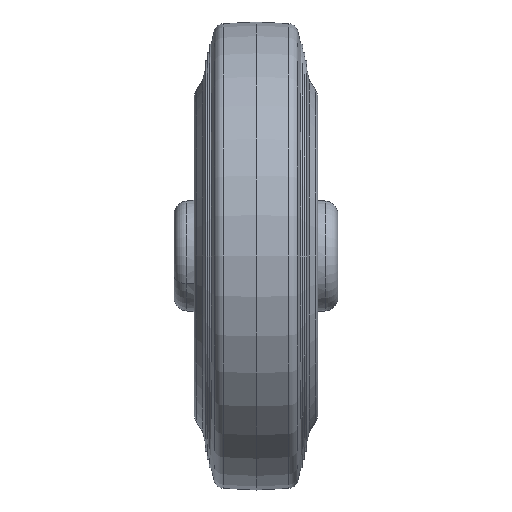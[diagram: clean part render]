
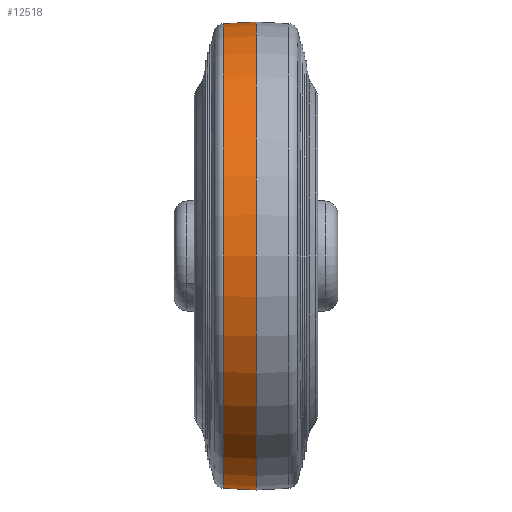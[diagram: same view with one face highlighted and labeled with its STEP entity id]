
A CAD part, front view. The second image highlights one B-rep face of the part: STEP entity #12518.
In plain terms, the highlighted conical face has half-angle 2.963 degrees and reference radius 70 mm.
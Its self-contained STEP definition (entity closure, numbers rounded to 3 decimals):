
#820 = EDGE_LOOP ( 'NONE', ( #8237, #1635, #2226, #11014 ) ) ;
#1254 = DIRECTION ( 'NONE',  ( 0., 0., 1. ) ) ;
#1453 = VERTEX_POINT ( 'NONE', #12684 ) ;
#1635 = ORIENTED_EDGE ( 'NONE', *, *, #11190, .T. ) ;
#1749 = CIRCLE ( 'NONE', #3114, 70. ) ;
#2226 = ORIENTED_EDGE ( 'NONE', *, *, #8090, .T. ) ;
#2584 = AXIS2_PLACEMENT_3D ( 'NONE', #16696, #8986, #1254 ) ;
#3114 = AXIS2_PLACEMENT_3D ( 'NONE', #11674, #3905, #12944 ) ;
#3679 = VECTOR ( 'NONE', #13301, 1000. ) ;
#3905 = DIRECTION ( 'NONE',  ( -1., 0., 0. ) ) ;
#3943 = CARTESIAN_POINT ( 'NONE',  ( -2.091, -3.165, -0.301 ) ) ;
#4265 = CARTESIAN_POINT ( 'NONE',  ( -2.091, -3.165, 69.699 ) ) ;
#4610 = VERTEX_POINT ( 'NONE', #11105 ) ;
#6690 = AXIS2_PLACEMENT_3D ( 'NONE', #3943, #15563, #13028 ) ;
#6834 = DIRECTION ( 'NONE',  ( 0.999, 0., -0.052 ) ) ;
#6956 = VERTEX_POINT ( 'NONE', #10567 ) ;
#7170 = CARTESIAN_POINT ( 'NONE',  ( -2.091, -3.165, -70.301 ) ) ;
#8090 = EDGE_CURVE ( 'NONE', #8211, #6956, #1749, .T. ) ;
#8211 = VERTEX_POINT ( 'NONE', #7170 ) ;
#8237 = ORIENTED_EDGE ( 'NONE', *, *, #11529, .F. ) ;
#8270 = CONICAL_SURFACE ( 'NONE', #6690, 70., 0.052 ) ;
#8986 = DIRECTION ( 'NONE',  ( -1., 0., 0. ) ) ;
#10567 = CARTESIAN_POINT ( 'NONE',  ( -2.091, -3.165, 69.699 ) ) ;
#11014 = ORIENTED_EDGE ( 'NONE', *, *, #15963, .F. ) ;
#11105 = CARTESIAN_POINT ( 'NONE',  ( -11.827, -3.165, -69.797 ) ) ;
#11190 = EDGE_CURVE ( 'NONE', #4610, #8211, #14626, .T. ) ;
#11258 = VECTOR ( 'NONE', #6834, 1000. ) ;
#11529 = EDGE_CURVE ( 'NONE', #4610, #1453, #13030, .T. ) ;
#11674 = CARTESIAN_POINT ( 'NONE',  ( -2.091, -3.165, -0.301 ) ) ;
#12518 = ADVANCED_FACE ( 'NONE', ( #16339 ), #8270, .T. ) ;
#12684 = CARTESIAN_POINT ( 'NONE',  ( -11.827, -3.165, 69.195 ) ) ;
#12944 = DIRECTION ( 'NONE',  ( 0., 0., 1. ) ) ;
#13028 = DIRECTION ( 'NONE',  ( 0., 0., 1. ) ) ;
#13030 = CIRCLE ( 'NONE', #2584, 69.496 ) ;
#13301 = DIRECTION ( 'NONE',  ( 0.999, 0., 0.052 ) ) ;
#13552 = LINE ( 'NONE', #4265, #3679 ) ;
#14537 = CARTESIAN_POINT ( 'NONE',  ( -2.091, -3.165, -70.301 ) ) ;
#14626 = LINE ( 'NONE', #14537, #11258 ) ;
#15563 = DIRECTION ( 'NONE',  ( 1., 0., 0. ) ) ;
#15963 = EDGE_CURVE ( 'NONE', #1453, #6956, #13552, .T. ) ;
#16339 = FACE_OUTER_BOUND ( 'NONE', #820, .T. ) ;
#16696 = CARTESIAN_POINT ( 'NONE',  ( -11.827, -3.165, -0.301 ) ) ;
